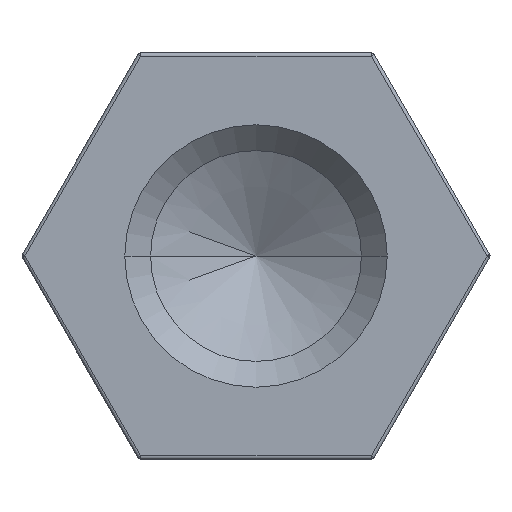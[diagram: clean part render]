
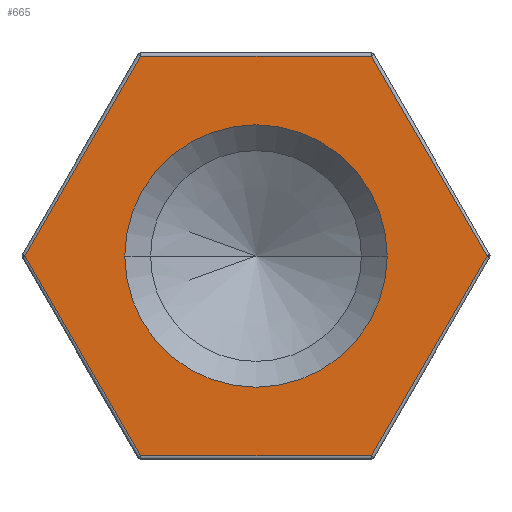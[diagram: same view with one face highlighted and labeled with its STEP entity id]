
A CAD part, left-side view. The second image highlights one B-rep face of the part: STEP entity #665.
In plain terms, the highlighted planar face has unit normal (-1, 0, 0).
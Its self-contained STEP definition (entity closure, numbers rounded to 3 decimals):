
#29 = LINE ( 'NONE', #933, #1397 ) ;
#30 = EDGE_CURVE ( 'NONE', #1035, #729, #1132, .T. ) ;
#58 = PLANE ( 'NONE',  #1290 ) ;
#79 = CIRCLE ( 'NONE', #352, 4.2 ) ;
#83 = DIRECTION ( 'NONE',  ( 0., 1., 0. ) ) ;
#148 = EDGE_LOOP ( 'NONE', ( #743, #975, #932, #590, #1087, #749 ) ) ;
#158 = EDGE_LOOP ( 'NONE', ( #698, #935 ) ) ;
#164 = LINE ( 'NONE', #1190, #183 ) ;
#171 = LINE ( 'NONE', #502, #175 ) ;
#175 = VECTOR ( 'NONE', #1142, 1000. ) ;
#183 = VECTOR ( 'NONE', #1189, 1000. ) ;
#189 = DIRECTION ( 'NONE',  ( 1., 0., 0. ) ) ;
#206 = CIRCLE ( 'NONE', #285, 4.2 ) ;
#268 = EDGE_CURVE ( 'NONE', #578, #1278, #521, .T. ) ;
#285 = AXIS2_PLACEMENT_3D ( 'NONE', #455, #420, #416 ) ;
#328 = VECTOR ( 'NONE', #961, 1000. ) ;
#337 = LINE ( 'NONE', #1104, #328 ) ;
#352 = AXIS2_PLACEMENT_3D ( 'NONE', #1400, #1238, #1237 ) ;
#381 = FACE_OUTER_BOUND ( 'NONE', #148, .T. ) ;
#389 = FACE_BOUND ( 'NONE', #158, .T. ) ;
#390 = CARTESIAN_POINT ( 'NONE',  ( 0., 4.2, 0. ) ) ;
#416 = DIRECTION ( 'NONE',  ( 0., 1., 0. ) ) ;
#420 = DIRECTION ( 'NONE',  ( 1., 0., 0. ) ) ;
#455 = CARTESIAN_POINT ( 'NONE',  ( 0., 0., 0. ) ) ;
#476 = CARTESIAN_POINT ( 'NONE',  ( 0., -3.695, -6.4 ) ) ;
#493 = VECTOR ( 'NONE', #925, 1000. ) ;
#502 = CARTESIAN_POINT ( 'NONE',  ( 0., -5.543, 3.2 ) ) ;
#521 = LINE ( 'NONE', #877, #493 ) ;
#533 = CARTESIAN_POINT ( 'NONE',  ( 0., 7.39, 0. ) ) ;
#564 = VECTOR ( 'NONE', #740, 1000. ) ;
#578 = VERTEX_POINT ( 'NONE', #533 ) ;
#590 = ORIENTED_EDGE ( 'NONE', *, *, #268, .T. ) ;
#634 = VERTEX_POINT ( 'NONE', #390 ) ;
#649 = CARTESIAN_POINT ( 'NONE',  ( 0., 3.695, 6.4 ) ) ;
#665 = ADVANCED_FACE ( 'NONE', ( #381, #389 ), #58, .F. ) ;
#698 = ORIENTED_EDGE ( 'NONE', *, *, #1171, .T. ) ;
#728 = CARTESIAN_POINT ( 'NONE',  ( 0., 0., 6.4 ) ) ;
#729 = VERTEX_POINT ( 'NONE', #649 ) ;
#740 = DIRECTION ( 'NONE',  ( 0., 1., 0. ) ) ;
#743 = ORIENTED_EDGE ( 'NONE', *, *, #1212, .T. ) ;
#749 = ORIENTED_EDGE ( 'NONE', *, *, #1216, .T. ) ;
#811 = VERTEX_POINT ( 'NONE', #476 ) ;
#817 = EDGE_CURVE ( 'NONE', #729, #578, #337, .T. ) ;
#862 = CARTESIAN_POINT ( 'NONE',  ( 0., -4.2, 0. ) ) ;
#877 = CARTESIAN_POINT ( 'NONE',  ( 0., 5.543, -3.2 ) ) ;
#891 = VERTEX_POINT ( 'NONE', #862 ) ;
#925 = DIRECTION ( 'NONE',  ( 0., -0.5, -0.866 ) ) ;
#932 = ORIENTED_EDGE ( 'NONE', *, *, #817, .T. ) ;
#933 = CARTESIAN_POINT ( 'NONE',  ( 0., 0., -6.4 ) ) ;
#935 = ORIENTED_EDGE ( 'NONE', *, *, #1267, .T. ) ;
#961 = DIRECTION ( 'NONE',  ( 0., 0.5, -0.866 ) ) ;
#967 = VERTEX_POINT ( 'NONE', #1042 ) ;
#968 = DIRECTION ( 'NONE',  ( 0., -1., 0. ) ) ;
#975 = ORIENTED_EDGE ( 'NONE', *, *, #30, .T. ) ;
#1035 = VERTEX_POINT ( 'NONE', #1270 ) ;
#1042 = CARTESIAN_POINT ( 'NONE',  ( 0., -7.39, 0. ) ) ;
#1087 = ORIENTED_EDGE ( 'NONE', *, *, #1291, .T. ) ;
#1104 = CARTESIAN_POINT ( 'NONE',  ( 0., 5.543, 3.2 ) ) ;
#1132 = LINE ( 'NONE', #728, #564 ) ;
#1142 = DIRECTION ( 'NONE',  ( 0., 0.5, 0.866 ) ) ;
#1171 = EDGE_CURVE ( 'NONE', #634, #891, #206, .T. ) ;
#1189 = DIRECTION ( 'NONE',  ( 0., -0.5, 0.866 ) ) ;
#1190 = CARTESIAN_POINT ( 'NONE',  ( 0., -5.543, -3.2 ) ) ;
#1203 = CARTESIAN_POINT ( 'NONE',  ( 0., 3.695, -6.4 ) ) ;
#1212 = EDGE_CURVE ( 'NONE', #967, #1035, #171, .T. ) ;
#1216 = EDGE_CURVE ( 'NONE', #811, #967, #164, .T. ) ;
#1237 = DIRECTION ( 'NONE',  ( 0., 1., 0. ) ) ;
#1238 = DIRECTION ( 'NONE',  ( 1., 0., 0. ) ) ;
#1267 = EDGE_CURVE ( 'NONE', #891, #634, #79, .T. ) ;
#1270 = CARTESIAN_POINT ( 'NONE',  ( 0., -3.695, 6.4 ) ) ;
#1278 = VERTEX_POINT ( 'NONE', #1203 ) ;
#1283 = CARTESIAN_POINT ( 'NONE',  ( 0., 0., 0. ) ) ;
#1290 = AXIS2_PLACEMENT_3D ( 'NONE', #1283, #189, #83 ) ;
#1291 = EDGE_CURVE ( 'NONE', #1278, #811, #29, .T. ) ;
#1397 = VECTOR ( 'NONE', #968, 1000. ) ;
#1400 = CARTESIAN_POINT ( 'NONE',  ( 0., 0., 0. ) ) ;
